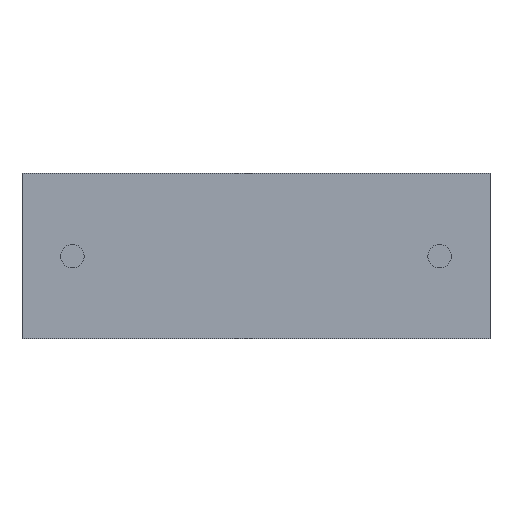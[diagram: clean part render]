
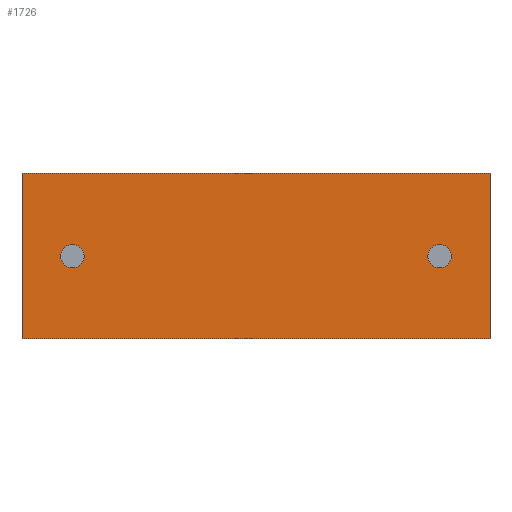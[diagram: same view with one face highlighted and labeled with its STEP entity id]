
A CAD part, front view. The second image highlights one B-rep face of the part: STEP entity #1726.
In plain terms, the highlighted planar face has unit normal (0, -1, 0).
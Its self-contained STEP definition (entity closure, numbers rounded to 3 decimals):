
#4 = VERTEX_POINT ( 'NONE', #1323 ) ;
#11 = EDGE_CURVE ( 'NONE', #1329, #687, #516, .T. ) ;
#33 = VECTOR ( 'NONE', #1858, 1000. ) ;
#54 = VERTEX_POINT ( 'NONE', #1539 ) ;
#78 = DIRECTION ( 'NONE',  ( 0., 0., 1. ) ) ;
#149 = CARTESIAN_POINT ( 'NONE',  ( 1.4, 0., 2.3 ) ) ;
#208 = ORIENTED_EDGE ( 'NONE', *, *, #1728, .T. ) ;
#222 = EDGE_LOOP ( 'NONE', ( #208, #2270 ) ) ;
#239 = VECTOR ( 'NONE', #1977, 1000. ) ;
#319 = AXIS2_PLACEMENT_3D ( 'NONE', #1918, #1017, #2304 ) ;
#325 = PLANE ( 'NONE',  #1538 ) ;
#371 = ORIENTED_EDGE ( 'NONE', *, *, #467, .T. ) ;
#467 = EDGE_CURVE ( 'NONE', #2253, #1329, #513, .T. ) ;
#494 = CIRCLE ( 'NONE', #1910, 0.325 ) ;
#513 = LINE ( 'NONE', #1447, #1145 ) ;
#516 = LINE ( 'NONE', #1671, #1806 ) ;
#527 = DIRECTION ( 'NONE',  ( 0., 0., 1. ) ) ;
#574 = DIRECTION ( 'NONE',  ( 0., 1., 0. ) ) ;
#687 = VERTEX_POINT ( 'NONE', #777 ) ;
#708 = CIRCLE ( 'NONE', #2403, 0.325 ) ;
#729 = ORIENTED_EDGE ( 'NONE', *, *, #968, .F. ) ;
#777 = CARTESIAN_POINT ( 'NONE',  ( 13., 0., 0. ) ) ;
#783 = VERTEX_POINT ( 'NONE', #1906 ) ;
#812 = EDGE_CURVE ( 'NONE', #783, #54, #1598, .T. ) ;
#824 = FACE_BOUND ( 'NONE', #222, .T. ) ;
#859 = DIRECTION ( 'NONE',  ( 0., 0., -1. ) ) ;
#908 = CARTESIAN_POINT ( 'NONE',  ( 1.4, 0., 2.625 ) ) ;
#912 = DIRECTION ( 'NONE',  ( 0., 0., 1. ) ) ;
#930 = DIRECTION ( 'NONE',  ( 0., -1., 0. ) ) ;
#953 = DIRECTION ( 'NONE',  ( 0., 0., -1. ) ) ;
#968 = EDGE_CURVE ( 'NONE', #2253, #4, #2197, .T. ) ;
#1017 = DIRECTION ( 'NONE',  ( 0., 1., 0. ) ) ;
#1044 = VERTEX_POINT ( 'NONE', #908 ) ;
#1124 = CARTESIAN_POINT ( 'NONE',  ( 1.4, 0., 1.975 ) ) ;
#1145 = VECTOR ( 'NONE', #859, 1000. ) ;
#1237 = CARTESIAN_POINT ( 'NONE',  ( 0., 0., 4.6 ) ) ;
#1271 = FACE_BOUND ( 'NONE', #1333, .T. ) ;
#1300 = DIRECTION ( 'NONE',  ( 0., 1., 0. ) ) ;
#1323 = CARTESIAN_POINT ( 'NONE',  ( 13., 0., 4.6 ) ) ;
#1329 = VERTEX_POINT ( 'NONE', #2142 ) ;
#1333 = EDGE_LOOP ( 'NONE', ( #2339, #1449 ) ) ;
#1345 = CARTESIAN_POINT ( 'NONE',  ( 11.6, 0., 2.3 ) ) ;
#1399 = EDGE_CURVE ( 'NONE', #2393, #1044, #2373, .T. ) ;
#1412 = DIRECTION ( 'NONE',  ( 0., -1., 0. ) ) ;
#1447 = CARTESIAN_POINT ( 'NONE',  ( 0., 0., 4.6 ) ) ;
#1449 = ORIENTED_EDGE ( 'NONE', *, *, #1399, .F. ) ;
#1461 = AXIS2_PLACEMENT_3D ( 'NONE', #1590, #1412, #78 ) ;
#1495 = LINE ( 'NONE', #1847, #33 ) ;
#1538 = AXIS2_PLACEMENT_3D ( 'NONE', #1646, #1300, #527 ) ;
#1539 = CARTESIAN_POINT ( 'NONE',  ( 11.6, 0., 2.625 ) ) ;
#1590 = CARTESIAN_POINT ( 'NONE',  ( 1.4, 0., 2.3 ) ) ;
#1593 = EDGE_CURVE ( 'NONE', #1044, #2393, #708, .T. ) ;
#1598 = CIRCLE ( 'NONE', #319, 0.325 ) ;
#1630 = ORIENTED_EDGE ( 'NONE', *, *, #2466, .F. ) ;
#1646 = CARTESIAN_POINT ( 'NONE',  ( 0., 0., 4.6 ) ) ;
#1671 = CARTESIAN_POINT ( 'NONE',  ( 0., 0., 0. ) ) ;
#1726 = ADVANCED_FACE ( 'NONE', ( #824, #2305, #1271 ), #325, .F. ) ;
#1728 = EDGE_CURVE ( 'NONE', #54, #783, #494, .T. ) ;
#1806 = VECTOR ( 'NONE', #2074, 1000. ) ;
#1847 = CARTESIAN_POINT ( 'NONE',  ( 13., 0., 4.6 ) ) ;
#1858 = DIRECTION ( 'NONE',  ( 0., 0., -1. ) ) ;
#1906 = CARTESIAN_POINT ( 'NONE',  ( 11.6, 0., 1.975 ) ) ;
#1910 = AXIS2_PLACEMENT_3D ( 'NONE', #1345, #574, #953 ) ;
#1918 = CARTESIAN_POINT ( 'NONE',  ( 11.6, 0., 2.3 ) ) ;
#1977 = DIRECTION ( 'NONE',  ( 1., 0., 0. ) ) ;
#2066 = ORIENTED_EDGE ( 'NONE', *, *, #11, .T. ) ;
#2074 = DIRECTION ( 'NONE',  ( 1., 0., 0. ) ) ;
#2142 = CARTESIAN_POINT ( 'NONE',  ( 0., 0., 0. ) ) ;
#2197 = LINE ( 'NONE', #1237, #239 ) ;
#2253 = VERTEX_POINT ( 'NONE', #2465 ) ;
#2270 = ORIENTED_EDGE ( 'NONE', *, *, #812, .T. ) ;
#2282 = EDGE_LOOP ( 'NONE', ( #2066, #1630, #729, #371 ) ) ;
#2304 = DIRECTION ( 'NONE',  ( 0., 0., -1. ) ) ;
#2305 = FACE_OUTER_BOUND ( 'NONE', #2282, .T. ) ;
#2339 = ORIENTED_EDGE ( 'NONE', *, *, #1593, .F. ) ;
#2373 = CIRCLE ( 'NONE', #1461, 0.325 ) ;
#2393 = VERTEX_POINT ( 'NONE', #1124 ) ;
#2403 = AXIS2_PLACEMENT_3D ( 'NONE', #149, #930, #912 ) ;
#2465 = CARTESIAN_POINT ( 'NONE',  ( 0., 0., 4.6 ) ) ;
#2466 = EDGE_CURVE ( 'NONE', #4, #687, #1495, .T. ) ;
